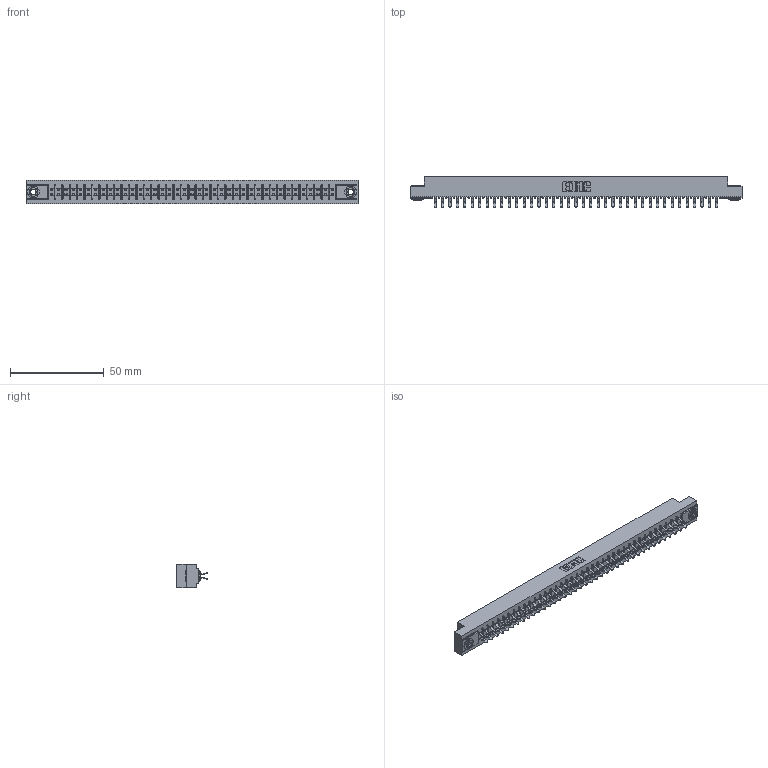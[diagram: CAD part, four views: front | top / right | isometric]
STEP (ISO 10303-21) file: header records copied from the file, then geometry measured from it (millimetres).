
FILE_DESCRIPTION (( 'STEP AP203' ), '1' );
FILE_NAME ('305-078-556-203.STEP', '2019-09-10T09:20:31', ( '' ), ( '' ), 'SwSTEP 2.0', 'SolidWorks 2016', '' );
FILE_SCHEMA (( 'CONFIG_CONTROL_DESIGN' ));
Length unit declared in the file: inch
Products named in the file (4): 305-290-001_556; 305 Part_.156 Dia; 345-250-002_345-250-002-102; 305-078-556-203
Assembly tree (81 placements, depth 2):
  305-078-556-203
    305 Part_.156 Dia
    305-290-001_556  x78
    345-250-002_345-250-002-102  x2
Bounding box: 177.55 x 16.64 x 12.7 mm (x, y, z)
Volume: 18487.7 mm3; surface area: 23740.3 mm2
Topology: 81 solids, 81 shells, 4536 faces, 13025 edges, 8470 vertices
Faces by surface type: plane 2510, cylinder 1862, sphere 156, cone 8
Entity records: 43879 total; most frequent: CARTESIAN_POINT 7244, ORIENTED_EDGE 7182, DIRECTION 7029, EDGE_CURVE 3591, VECTOR 2887, LINE 2887, VERTEX_POINT 2286, AXIS2_PLACEMENT_3D 2071
